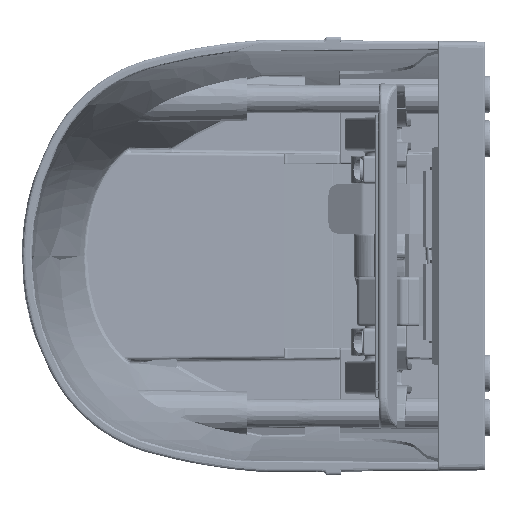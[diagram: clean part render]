
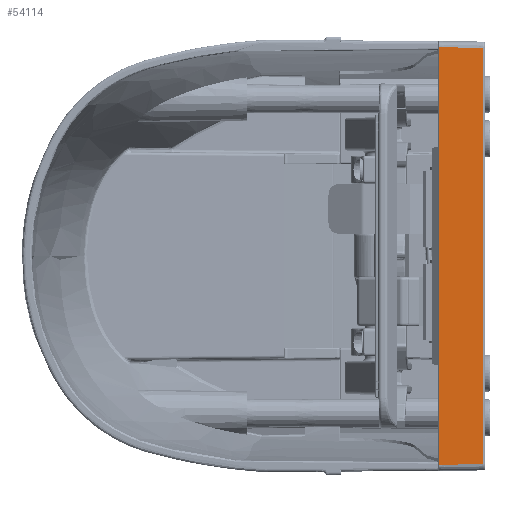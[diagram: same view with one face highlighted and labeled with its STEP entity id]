
A CAD part, left-side view. The second image highlights one B-rep face of the part: STEP entity #54114.
In plain terms, the highlighted planar face has unit normal (-1, 0, 0).
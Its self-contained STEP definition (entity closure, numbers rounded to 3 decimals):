
#12884 = ORIENTED_EDGE ( 'NONE', *, *, #41339, .F. ) ;
#19777 = DIRECTION ( 'NONE',  ( 0., -1., -0.009 ) ) ;
#39154 = DIRECTION ( 'NONE',  ( 0., 0., 1. ) ) ;
#41339 = EDGE_CURVE ( 'NONE', #55839, #139838, #120597, .T. ) ;
#45141 = DIRECTION ( 'NONE',  ( 0., 0., -1. ) ) ;
#54114 = ADVANCED_FACE ( 'NONE', ( #236277 ), #65849, .F. ) ;
#55839 = VERTEX_POINT ( 'NONE', #262692 ) ;
#65849 = PLANE ( 'NONE',  #246209 ) ;
#86494 = DIRECTION ( 'NONE',  ( 1., 0., 0. ) ) ;
#94810 = CARTESIAN_POINT ( 'NONE',  ( 18.597, 124.197, 206.058 ) ) ;
#97071 = VECTOR ( 'NONE', #39154, 1000. ) ;
#102211 = VECTOR ( 'NONE', #212550, 1000. ) ;
#103036 = VECTOR ( 'NONE', #19777, 1000. ) ;
#111958 = DIRECTION ( 'NONE',  ( 0., 1., -0.009 ) ) ;
#120597 = LINE ( 'NONE', #236278, #102211 ) ;
#124649 = VERTEX_POINT ( 'NONE', #94810 ) ;
#133539 = CARTESIAN_POINT ( 'NONE',  ( 18.597, 124.197, 70.647 ) ) ;
#139838 = VERTEX_POINT ( 'NONE', #290548 ) ;
#154388 = CARTESIAN_POINT ( 'NONE',  ( 18.597, 109.861, 70.772 ) ) ;
#156487 = ORIENTED_EDGE ( 'NONE', *, *, #228641, .F. ) ;
#182828 = CARTESIAN_POINT ( 'NONE',  ( 18.597, 117.149, 205.996 ) ) ;
#182853 = VECTOR ( 'NONE', #111958, 1000. ) ;
#189798 = EDGE_CURVE ( 'NONE', #124649, #55839, #284193, .T. ) ;
#193018 = EDGE_CURVE ( 'NONE', #139838, #244653, #267960, .T. ) ;
#204288 = CARTESIAN_POINT ( 'NONE',  ( 18.597, 158.361, 208.15 ) ) ;
#212550 = DIRECTION ( 'NONE',  ( 0., 0., -1. ) ) ;
#228641 = EDGE_CURVE ( 'NONE', #244653, #124649, #230147, .T. ) ;
#230147 = LINE ( 'NONE', #296402, #97071 ) ;
#236277 = FACE_OUTER_BOUND ( 'NONE', #255368, .T. ) ;
#236278 = CARTESIAN_POINT ( 'NONE',  ( 18.597, 109.861, 178.352 ) ) ;
#244653 = VERTEX_POINT ( 'NONE', #133539 ) ;
#246209 = AXIS2_PLACEMENT_3D ( 'NONE', #204288, #86494, #45141 ) ;
#255368 = EDGE_LOOP ( 'NONE', ( #281434, #12884, #296258, #156487 ) ) ;
#262692 = CARTESIAN_POINT ( 'NONE',  ( 18.597, 109.861, 205.933 ) ) ;
#267960 = LINE ( 'NONE', #154388, #182853 ) ;
#281434 = ORIENTED_EDGE ( 'NONE', *, *, #193018, .F. ) ;
#284193 = LINE ( 'NONE', #182828, #103036 ) ;
#290548 = CARTESIAN_POINT ( 'NONE',  ( 18.597, 109.861, 70.772 ) ) ;
#296258 = ORIENTED_EDGE ( 'NONE', *, *, #189798, .F. ) ;
#296402 = CARTESIAN_POINT ( 'NONE',  ( 18.597, 124.197, 208.15 ) ) ;
